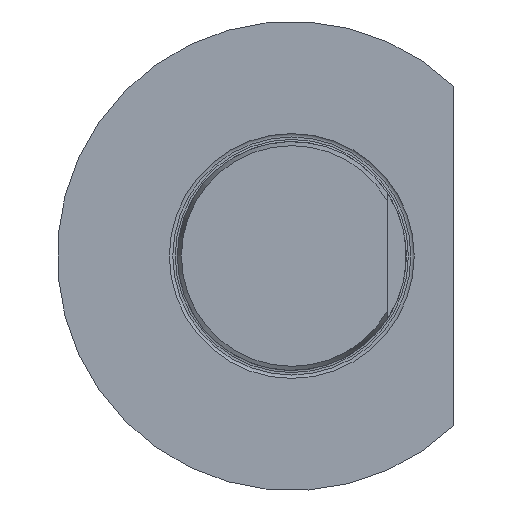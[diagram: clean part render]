
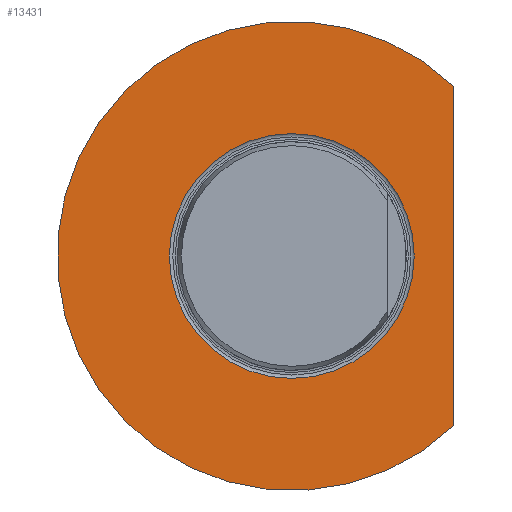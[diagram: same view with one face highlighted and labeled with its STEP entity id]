
A CAD part, front view. The second image highlights one B-rep face of the part: STEP entity #13431.
In plain terms, the highlighted planar face has unit normal (0, -1, 0).
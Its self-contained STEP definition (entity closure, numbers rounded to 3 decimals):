
#492 = DIRECTION ( 'NONE',  ( 1., 0., 0. ) ) ;
#540 = DIRECTION ( 'NONE',  ( -1., 0., 0. ) ) ;
#673 = ORIENTED_EDGE ( 'NONE', *, *, #2481, .F. ) ;
#994 = CIRCLE ( 'NONE', #7319, 32.095 ) ;
#2083 = ORIENTED_EDGE ( 'NONE', *, *, #5699, .F. ) ;
#2481 = EDGE_CURVE ( 'NONE', #11786, #6888, #4704, .T. ) ;
#2708 = EDGE_CURVE ( 'NONE', #6888, #11786, #2731, .T. ) ;
#2731 = CIRCLE ( 'NONE', #8857, 61.5 ) ;
#3347 = FACE_BOUND ( 'NONE', #5372, .T. ) ;
#3642 = DIRECTION ( 'NONE',  ( 0., 0., -1. ) ) ;
#4147 = VECTOR ( 'NONE', #3642, 1000. ) ;
#4608 = DIRECTION ( 'NONE',  ( 1., 0., 0. ) ) ;
#4704 = LINE ( 'NONE', #5832, #4147 ) ;
#5372 = EDGE_LOOP ( 'NONE', ( #2083 ) ) ;
#5554 = CARTESIAN_POINT ( 'NONE',  ( -32.15, 0., 0. ) ) ;
#5699 = EDGE_CURVE ( 'NONE', #11950, #11950, #994, .T. ) ;
#5832 = CARTESIAN_POINT ( 'NONE',  ( 42.5, 0., 0. ) ) ;
#5906 = CARTESIAN_POINT ( 'NONE',  ( 0., 0., 0. ) ) ;
#6321 = ORIENTED_EDGE ( 'NONE', *, *, #2708, .F. ) ;
#6447 = CARTESIAN_POINT ( 'NONE',  ( 0., 0., 0. ) ) ;
#6888 = VERTEX_POINT ( 'NONE', #10118 ) ;
#7319 = AXIS2_PLACEMENT_3D ( 'NONE', #6447, #13231, #492 ) ;
#7667 = PLANE ( 'NONE',  #13623 ) ;
#7883 = CARTESIAN_POINT ( 'NONE',  ( 42.5, 0., 44.452 ) ) ;
#8857 = AXIS2_PLACEMENT_3D ( 'NONE', #5906, #9263, #540 ) ;
#9263 = DIRECTION ( 'NONE',  ( 0., 1., 0. ) ) ;
#10118 = CARTESIAN_POINT ( 'NONE',  ( 42.5, 0., -44.452 ) ) ;
#10564 = CARTESIAN_POINT ( 'NONE',  ( 32.095, 0., 0. ) ) ;
#11786 = VERTEX_POINT ( 'NONE', #7883 ) ;
#11950 = VERTEX_POINT ( 'NONE', #10564 ) ;
#12904 = EDGE_LOOP ( 'NONE', ( #673, #6321 ) ) ;
#13030 = FACE_OUTER_BOUND ( 'NONE', #12904, .T. ) ;
#13094 = DIRECTION ( 'NONE',  ( 0., -1., 0. ) ) ;
#13231 = DIRECTION ( 'NONE',  ( 0., -1., 0. ) ) ;
#13431 = ADVANCED_FACE ( 'Defeature completata1_9', ( #13030, #3347 ), #7667, .T. ) ;
#13623 = AXIS2_PLACEMENT_3D ( 'NONE', #5554, #13094, #4608 ) ;
